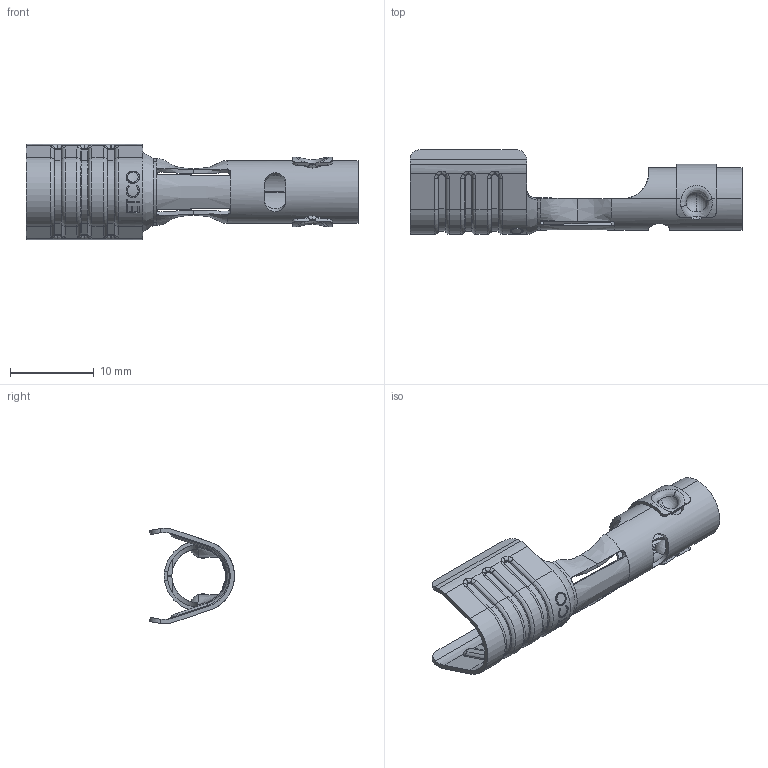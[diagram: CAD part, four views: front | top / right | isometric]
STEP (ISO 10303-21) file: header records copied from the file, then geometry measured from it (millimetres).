
FILE_DESCRIPTION (( 'STEP AP203' ), '1' );
FILE_NAME ('SP19-EB.STEP', '2019-11-05T14:30:05', ( 'tempuser' ), ( 'Microsoft' ), 'SwSTEP 2.0', 'SolidWorks 2019', '' );
FILE_SCHEMA (( 'CONFIG_CONTROL_DESIGN' ));
Length unit declared in the file: inch
Products named in the file (3): SP19-EB; SCA4 expanded for mating_SCA4-B; SP19-EB_SP19-EB-S without carrier
Assembly tree (2 placements, depth 2):
  SP19-EB
    SCA4 expanded for mating_SCA4-B
    SP19-EB_SP19-EB-S without carrier
Bounding box: 39.75 x 10.16 x 11.43 mm (x, y, z)
Volume: 407.4 mm3; surface area: 1766.9 mm2
Topology: 2 solids, 2 shells, 379 faces, 999 edges, 620 vertices
Faces by surface type: plane 114, cylinder 103, bspline 85, torus 36, cone 33, sphere 8
Entity records: 16957 total; most frequent: CARTESIAN_POINT 8048, ORIENTED_EDGE 1996, DIRECTION 1542, EDGE_CURVE 998, VERTEX_POINT 620, AXIS2_PLACEMENT_3D 588, EDGE_LOOP 386, FACE_OUTER_BOUND 379
